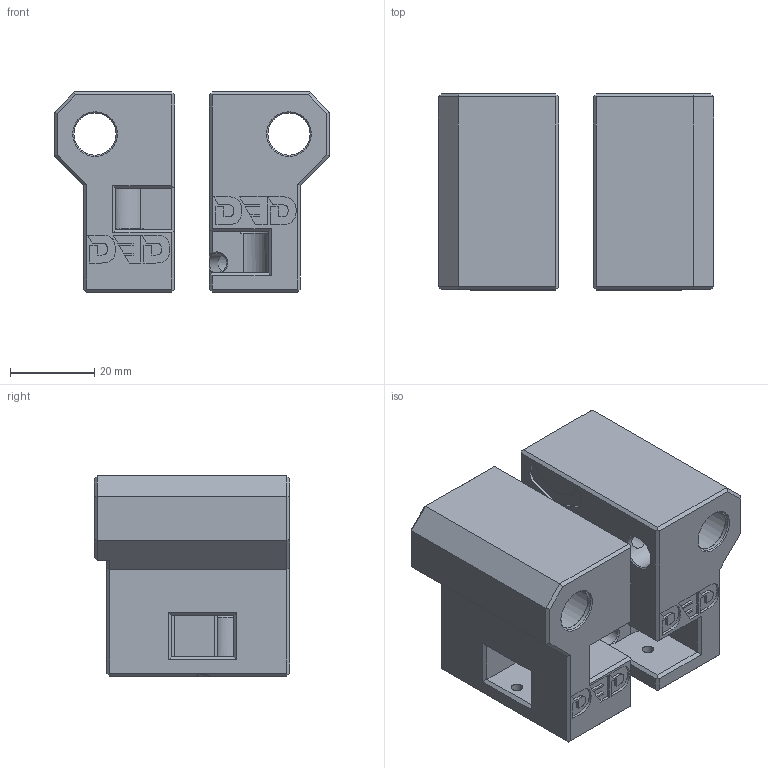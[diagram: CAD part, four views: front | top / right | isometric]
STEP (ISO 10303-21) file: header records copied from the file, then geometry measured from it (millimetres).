
FILE_DESCRIPTION(('HOOPS Exchange Step'),'2;1');
FILE_NAME('temp_export','2023-12-23T16:57:37-06:00',('DentedAF'),('Shapr3D Limited'),'HOOPS Exchange 2023.2','Shapr3D','Authorized');
FILE_SCHEMA( ('AUTOMOTIVE_DESIGN { 1 0 10303 214 1 1 1 1 }') );
Length unit declared in the file: millimetre
Products named in the file (1): root
Bounding box: 65.45 x 46.5 x 47.5 mm (x, y, z)
Volume: 72164.6 mm3; surface area: 27026.7 mm2
Topology: 2 solids, 2 shells, 325 faces, 878 edges, 580 vertices
Faces by surface type: plane 254, cylinder 30, bspline 23, cone 18
Full cylindrical faces by diameter (mm): 2.5 x2, 2.7 x8, 4.7 x4, 5.5 x2, 6 x4, 8.1 x4, 10 x2, 15.2 x2
Entity records: 14385 total; most frequent: CARTESIAN_POINT 6186, ORIENTED_EDGE 1756, DIRECTION 1515, EDGE_CURVE 878, VECTOR 669, LINE 669, VERTEX_POINT 580, AXIS2_PLACEMENT_3D 423
